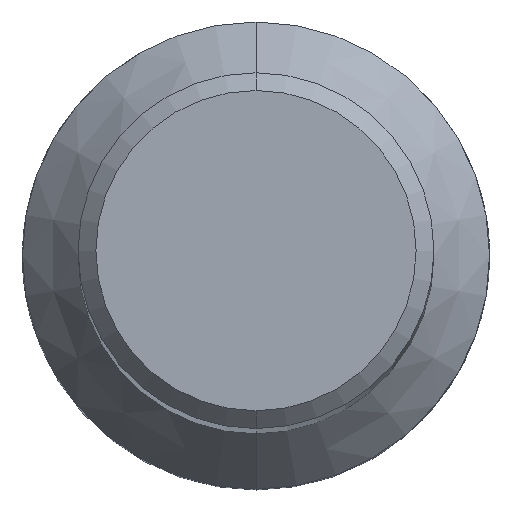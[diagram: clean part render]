
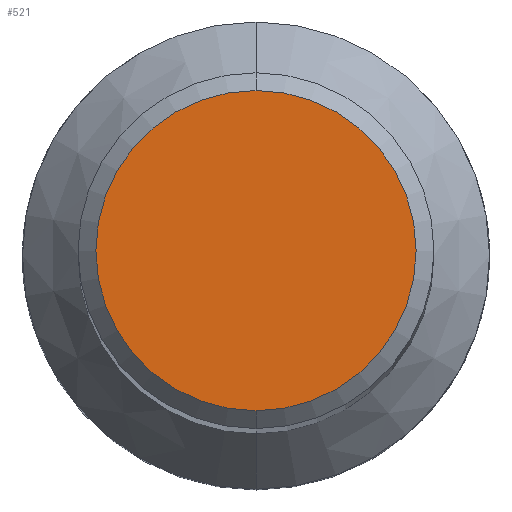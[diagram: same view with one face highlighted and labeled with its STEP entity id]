
A CAD part, top view. The second image highlights one B-rep face of the part: STEP entity #521.
In plain terms, the highlighted planar face has unit normal (0, 0, 1).
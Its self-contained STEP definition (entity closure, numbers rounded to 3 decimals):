
#443=VERTEX_POINT('',#948);
#521=ADVANCED_FACE('',(#1031),#1032,.T.);
#565=VERTEX_POINT('',#1078);
#693=EDGE_CURVE('',#565,#443,#1215,.T.);
#701=EDGE_CURVE('',#443,#565,#1223,.T.);
#948=CARTESIAN_POINT('',(0.0,7.2,0.0));
#1031=FACE_OUTER_BOUND('',#1872,.T.);
#1032=PLANE('',#1873);
#1078=CARTESIAN_POINT('',(0.,-7.2,0.0));
#1215=CIRCLE('',#2188,7.2);
#1223=CIRCLE('',#2199,7.2);
#1872=EDGE_LOOP('',(#2601,#2602));
#1873=AXIS2_PLACEMENT_3D('',#2603,#2604,#2605);
#2188=AXIS2_PLACEMENT_3D('',#2768,#2769,#2770);
#2199=AXIS2_PLACEMENT_3D('',#2777,#2778,#2779);
#2601=ORIENTED_EDGE('',*,*,#701,.F.);
#2602=ORIENTED_EDGE('',*,*,#693,.F.);
#2603=CARTESIAN_POINT('',(0.0,3.6,0.0));
#2604=DIRECTION('',(-0.0,0.0,1.0));
#2605=DIRECTION('',(0.0,-1.0,0.0));
#2768=CARTESIAN_POINT('',(0.0,0.0,0.0));
#2769=DIRECTION('',(0.0,0.0,-1.0));
#2770=DIRECTION('',(0.0,1.0,0.0));
#2777=CARTESIAN_POINT('',(0.0,0.0,0.0));
#2778=DIRECTION('',(0.0,0.0,-1.0));
#2779=DIRECTION('',(0.0,1.0,0.0));
